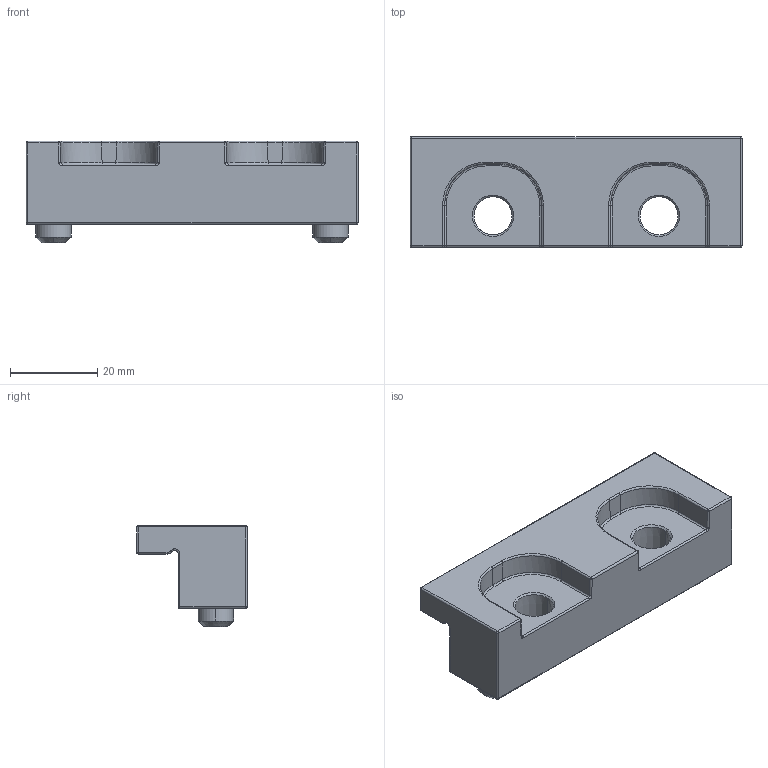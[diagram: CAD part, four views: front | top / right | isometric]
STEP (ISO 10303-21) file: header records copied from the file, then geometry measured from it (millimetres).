
FILE_DESCRIPTION (( 'STEP AP214' ), '1' );
FILE_NAME ('CRP202-00C-L.STEP', '2012-06-14T18:51:24', ( '' ), ( '' ), 'SwSTEP 2.0', 'SolidWorks 2011', '' );
FILE_SCHEMA (( 'AUTOMOTIVE_DESIGN' ));
Length unit declared in the file: millimetre
Products named in the file (3): CRP202-02; CRP202-01 Die Cast 2012-01-14; CRP202-00C-L
Assembly tree (3 placements, depth 2):
  CRP202-00C-L
    CRP202-02  x2
    CRP202-01 Die Cast 2012-01-14
Bounding box: 76.2 x 25.4 x 23.3 mm (x, y, z)
Volume: 19869.8 mm3; surface area: 9763.3 mm2
Topology: 3 solids, 3 shells, 229 faces, 548 edges, 318 vertices
Faces by surface type: cylinder 95, plane 47, cone 44, torus 21, sphere 14, bspline 8
Entity records: 5705 total; most frequent: CARTESIAN_POINT 1282, DIRECTION 987, ORIENTED_EDGE 866, EDGE_CURVE 433, AXIS2_PLACEMENT_3D 404, VERTEX_POINT 251, CIRCLE 214, EDGE_LOOP 202
